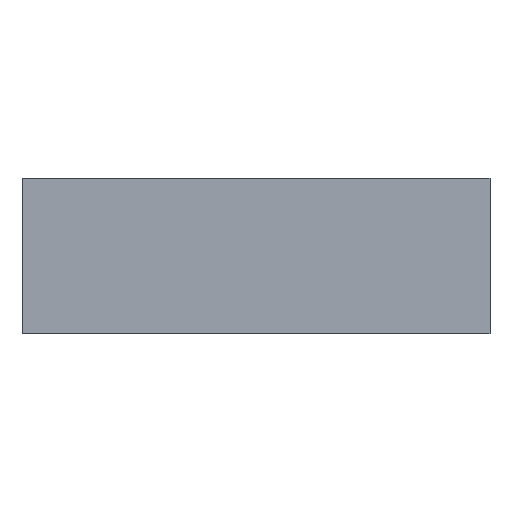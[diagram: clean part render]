
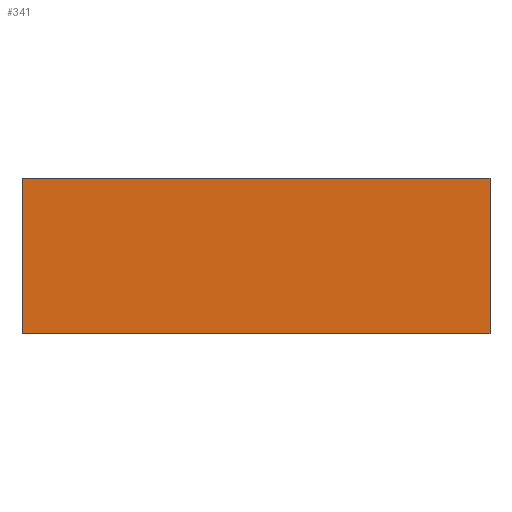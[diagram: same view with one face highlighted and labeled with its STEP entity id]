
A CAD part, front view. The second image highlights one B-rep face of the part: STEP entity #341.
In plain terms, the highlighted planar face has unit normal (0, -1, 0).
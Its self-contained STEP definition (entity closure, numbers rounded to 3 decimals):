
#1 = FACE_OUTER_BOUND ( 'NONE', #383, .T. ) ;
#12 = DIRECTION ( 'NONE',  ( 0., 0., 1. ) ) ;
#30 = VERTEX_POINT ( 'NONE', #370 ) ;
#33 = VERTEX_POINT ( 'NONE', #305 ) ;
#43 = VECTOR ( 'NONE', #196, 1000. ) ;
#61 = AXIS2_PLACEMENT_3D ( 'NONE', #255, #369, #12 ) ;
#79 = DIRECTION ( 'NONE',  ( 0., 0., -1. ) ) ;
#80 = DIRECTION ( 'NONE',  ( 0., 0., -1. ) ) ;
#84 = LINE ( 'NONE', #135, #249 ) ;
#103 = CARTESIAN_POINT ( 'NONE',  ( -3., -12.15, 2. ) ) ;
#113 = LINE ( 'NONE', #198, #43 ) ;
#116 = PLANE ( 'NONE',  #61 ) ;
#121 = ORIENTED_EDGE ( 'NONE', *, *, #304, .F. ) ;
#124 = EDGE_CURVE ( 'NONE', #33, #30, #251, .T. ) ;
#135 = CARTESIAN_POINT ( 'NONE',  ( -3., -12.15, 2. ) ) ;
#144 = EDGE_CURVE ( 'NONE', #145, #160, #113, .T. ) ;
#145 = VERTEX_POINT ( 'NONE', #103 ) ;
#147 = ORIENTED_EDGE ( 'NONE', *, *, #144, .F. ) ;
#160 = VERTEX_POINT ( 'NONE', #327 ) ;
#172 = EDGE_CURVE ( 'NONE', #145, #33, #84, .T. ) ;
#173 = VECTOR ( 'NONE', #193, 1000. ) ;
#193 = DIRECTION ( 'NONE',  ( 1., 0., 0. ) ) ;
#196 = DIRECTION ( 'NONE',  ( 1., 0., 0. ) ) ;
#198 = CARTESIAN_POINT ( 'NONE',  ( 0., -12.15, 2. ) ) ;
#222 = CARTESIAN_POINT ( 'NONE',  ( 3., -12.15, 2. ) ) ;
#231 = VECTOR ( 'NONE', #80, 1000. ) ;
#249 = VECTOR ( 'NONE', #79, 1000. ) ;
#251 = LINE ( 'NONE', #254, #173 ) ;
#254 = CARTESIAN_POINT ( 'NONE',  ( 0., -12.15, 0. ) ) ;
#255 = CARTESIAN_POINT ( 'NONE',  ( 0., -12.15, 2. ) ) ;
#263 = ORIENTED_EDGE ( 'NONE', *, *, #124, .T. ) ;
#270 = ORIENTED_EDGE ( 'NONE', *, *, #172, .T. ) ;
#304 = EDGE_CURVE ( 'NONE', #160, #30, #349, .T. ) ;
#305 = CARTESIAN_POINT ( 'NONE',  ( -3., -12.15, 0. ) ) ;
#327 = CARTESIAN_POINT ( 'NONE',  ( 3., -12.15, 2. ) ) ;
#341 = ADVANCED_FACE ( 'NONE', ( #1 ), #116, .F. ) ;
#349 = LINE ( 'NONE', #222, #231 ) ;
#369 = DIRECTION ( 'NONE',  ( 0., 1., 0. ) ) ;
#370 = CARTESIAN_POINT ( 'NONE',  ( 3., -12.15, 0. ) ) ;
#383 = EDGE_LOOP ( 'NONE', ( #263, #121, #147, #270 ) ) ;
